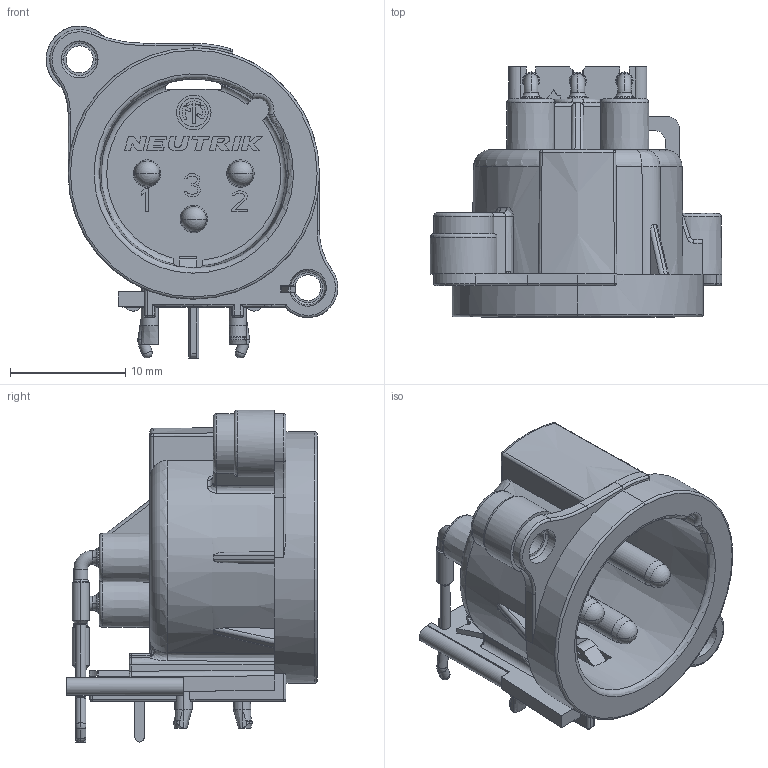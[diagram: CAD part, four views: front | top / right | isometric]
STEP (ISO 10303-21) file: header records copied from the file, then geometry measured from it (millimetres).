
FILE_DESCRIPTION(('FreeCAD Model'),'2;1');
FILE_NAME('Open CASCADE Shape Model','2024-11-19T22:32:59',( 'kicad StepUp'),('ksu MCAD'),'Open CASCADE STEP processor 7.6', 'FreeCAD','Unknown');
FILE_SCHEMA(('AUTOMOTIVE_DESIGN { 1 0 10303 214 1 1 1 1 }'));
Length unit declared in the file: millimetre
Products named in the file (1): NC3MAAH_Horizontal
Bounding box: 25.3 x 21.7 x 28.8 mm (x, y, z)
Volume: 2451 mm3; surface area: 4468.8 mm2
Topology: 1 solids, 1 shells, 846 faces, 2260 edges, 1404 vertices
Faces by surface type: plane 428, cylinder 196, torus 87, cone 62, bspline 47, sphere 24, extrusion 2
Entity records: 28889 total; most frequent: CARTESIAN_POINT 8334, ORIENTED_EDGE 4492, DIRECTION 4052, EDGE_CURVE 2246, VERTEX_POINT 1404, AXIS2_PLACEMENT_3D 1376, VECTOR 1300, LINE 1298
